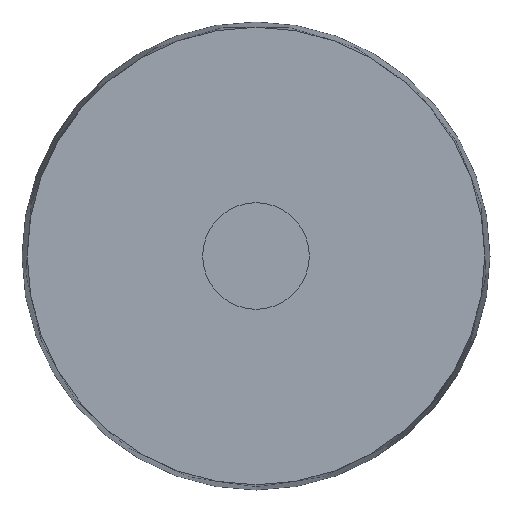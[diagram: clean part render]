
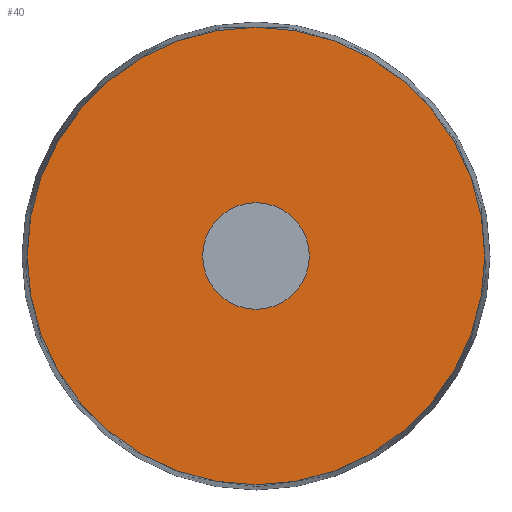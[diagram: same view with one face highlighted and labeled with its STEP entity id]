
A CAD part, front view. The second image highlights one B-rep face of the part: STEP entity #40.
In plain terms, the highlighted planar face has unit normal (0, -1, 0).
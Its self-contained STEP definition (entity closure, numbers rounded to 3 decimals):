
#40 = ADVANCED_FACE( '', ( #77, #78 ), #79, .F. );
#77 = FACE_BOUND( '', #106, .T. );
#78 = FACE_OUTER_BOUND( '', #107, .T. );
#79 = PLANE( '', #108 );
#106 = EDGE_LOOP( '', ( #139 ) );
#107 = EDGE_LOOP( '', ( #140 ) );
#108 = AXIS2_PLACEMENT_3D( '', #141, #142, #143 );
#139 = ORIENTED_EDGE( '', *, *, #151, .F. );
#140 = ORIENTED_EDGE( '', *, *, #147, .T. );
#141 = CARTESIAN_POINT( '', ( 8.8, 1.7, 0. ) );
#142 = DIRECTION( '', ( 0., 1., 0. ) );
#143 = DIRECTION( '', ( 0., 0., 1. ) );
#147 = EDGE_CURVE( '', #159, #159, #160, .T. );
#151 = EDGE_CURVE( '', #166, #166, #167, .T. );
#159 = VERTEX_POINT( '', #175 );
#160 = CIRCLE( '', #176, 8.8 );
#166 = VERTEX_POINT( '', #182 );
#167 = CIRCLE( '', #183, 2.05 );
#175 = CARTESIAN_POINT( '', ( 0., 1.7, -8.8 ) );
#176 = AXIS2_PLACEMENT_3D( '', #190, #191, #192 );
#182 = CARTESIAN_POINT( '', ( 0., 1.7, -2.05 ) );
#183 = AXIS2_PLACEMENT_3D( '', #199, #200, #201 );
#190 = CARTESIAN_POINT( '', ( 0., 1.7, 0. ) );
#191 = DIRECTION( '', ( 0., -1., 0. ) );
#192 = DIRECTION( '', ( 0., 0., -1. ) );
#199 = CARTESIAN_POINT( '', ( 0., 1.7, 0. ) );
#200 = DIRECTION( '', ( 0., -1., 0. ) );
#201 = DIRECTION( '', ( 0., 0., -1. ) );
